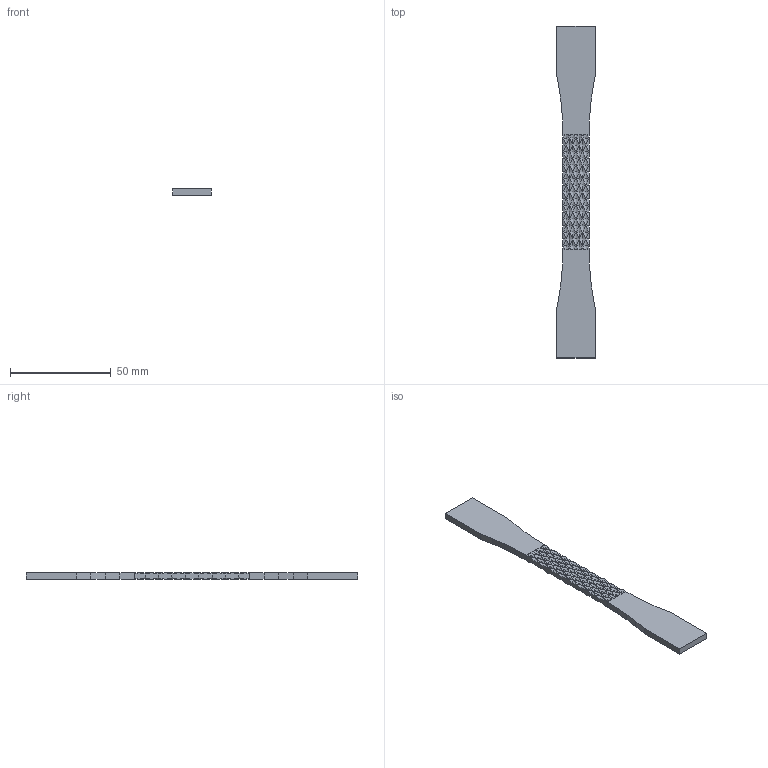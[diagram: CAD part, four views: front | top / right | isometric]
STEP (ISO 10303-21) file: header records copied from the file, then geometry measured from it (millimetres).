
FILE_DESCRIPTION(('FreeCAD Model'),'2;1');
FILE_NAME('Open CASCADE Shape Model','2021-08-04T02:41:46',('FreeCAD'),( 'FreeCAD'),'Open CASCADE STEP processor 7.5','FreeCAD','Unknown');
FILE_SCHEMA(('AUTOMOTIVE_DESIGN { 1 0 10303 214 1 1 1 1 }'));
Products named in the file (1): Open CASCADE STEP translator 7.5 26
Bounding box: 19 x 165 x 3.2 mm (x, y, z)
Volume: 7890.3 mm3; surface area: 6470.5 mm2
Topology: 1 solids, 1 shells, 1184 faces, 2180 edges, 998 vertices
Faces by surface type: plane 1184
Entity records: 52742 total; most frequent: CARTESIAN_POINT 11067, DIRECTION 6566, ORIENTED_EDGE 4360, PCURVE 4360, DEFINITIONAL_REPRESENTATION 4360, LINE 4196, VECTOR 4196, B_SPLINE_CURVE_WITH_KNOTS 2344
